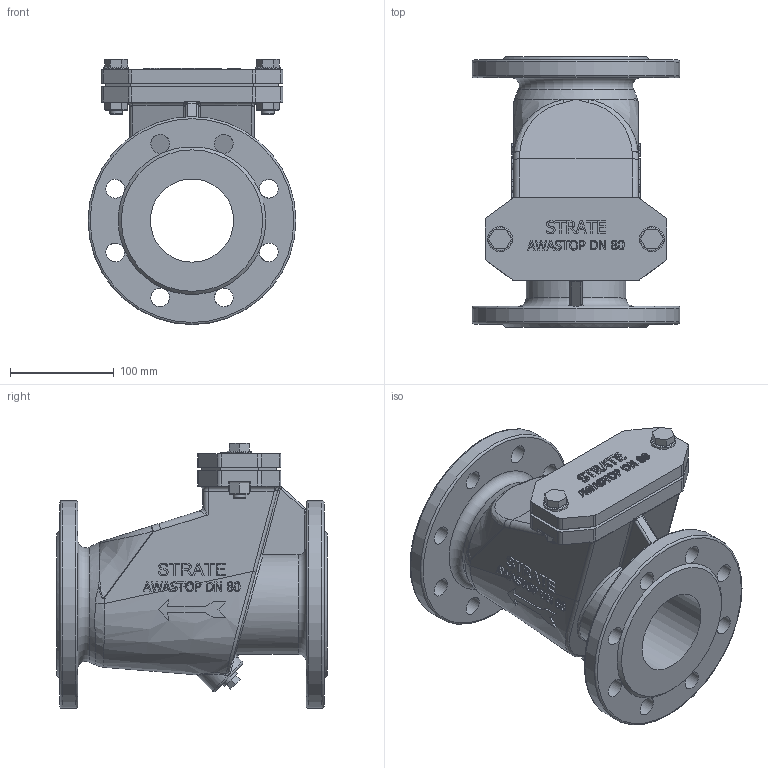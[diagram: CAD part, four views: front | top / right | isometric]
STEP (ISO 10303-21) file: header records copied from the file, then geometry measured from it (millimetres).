
FILE_DESCRIPTION(/* description */ (''),/* implementation_level */ '2;1');
FILE_NAME(/* name */ 'Awastop_DN80_Dummy.stp',/* time_stamp */ '2019-02-21T09:55:12+01:00',/* author */ ('aunrein'),/* organization */ (''),/* preprocessor_version */ 'ST-DEVELOPER v16.13',/* originating_system */ 'Autodesk Inventor 2018',/* authorisation */ '');
FILE_SCHEMA (('AUTOMOTIVE_DESIGN { 1 0 10303 214 3 1 1 }'));
Products named in the file (1): Awastop_DN80_dummy
Bounding box: 200 x 260 x 255 mm (x, y, z)
Volume: 3360015.3 mm3; surface area: 343660.4 mm2
Topology: 1 solids, 1 shells, 1048 faces, 3115 edges, 2131 vertices
Faces by surface type: plane 572, bspline 361, cylinder 90, torus 19, sphere 4, cone 2
Full cylindrical faces by diameter (mm): 12 x2, 17 x1, 18 x16, 24 x2, 40 x1, 80 x1, 96 x1, 200 x2
Entity records: 50187 total; most frequent: CARTESIAN_POINT 24769, ORIENTED_EDGE 6110, DIRECTION 3790, EDGE_CURVE 3052, VERTEX_POINT 2112, LINE 1750, VECTOR 1750, EDGE_LOOP 1189
